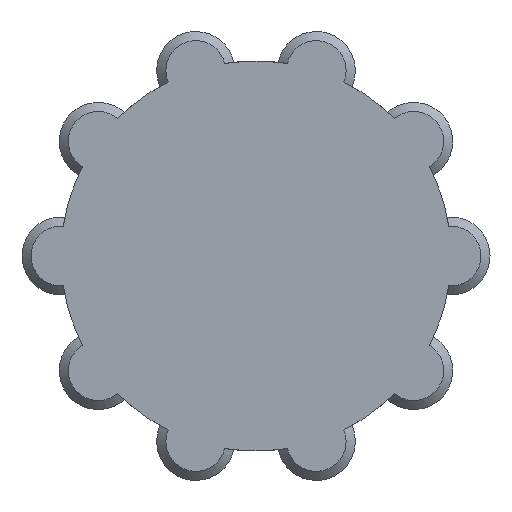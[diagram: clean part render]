
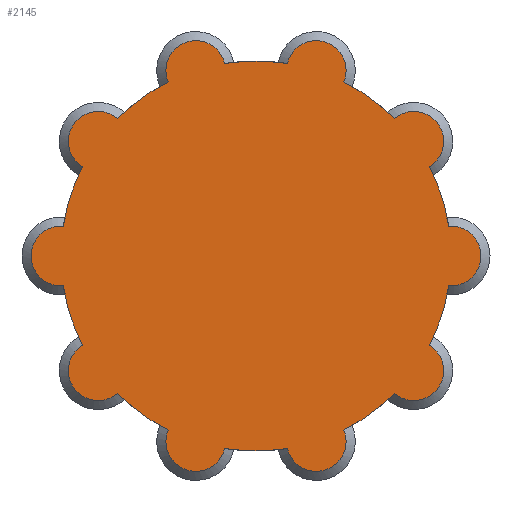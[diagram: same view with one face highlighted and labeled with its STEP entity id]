
A CAD part, front view. The second image highlights one B-rep face of the part: STEP entity #2145.
In plain terms, the highlighted planar face has unit normal (0, -1, 0).
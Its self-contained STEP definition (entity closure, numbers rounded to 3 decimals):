
#42=PLANE('',#2339);
#156=FACE_OUTER_BOUND('',#273,.T.);
#273=EDGE_LOOP('',(#1892,#1893,#1894,#1895,#1896,#1897,#1898,#1899,#1900,
#1901,#1902,#1903,#1904,#1905,#1906,#1907,#1908,#1909,#1910,#1911));
#280=CIRCLE('',#2233,15.);
#282=CIRCLE('',#2236,15.);
#284=CIRCLE('',#2239,15.);
#286=CIRCLE('',#2242,15.);
#288=CIRCLE('',#2245,15.);
#291=CIRCLE('',#2249,15.);
#293=CIRCLE('',#2252,15.);
#295=CIRCLE('',#2255,15.);
#297=CIRCLE('',#2258,15.);
#305=CIRCLE('',#2272,15.);
#306=CIRCLE('',#2274,2.3);
#312=CIRCLE('',#2284,2.3);
#316=CIRCLE('',#2291,2.3);
#320=CIRCLE('',#2298,2.3);
#324=CIRCLE('',#2305,2.3);
#328=CIRCLE('',#2312,2.3);
#332=CIRCLE('',#2319,2.3);
#336=CIRCLE('',#2326,2.3);
#340=CIRCLE('',#2333,2.3);
#342=CIRCLE('',#2337,2.3);
#845=VERTEX_POINT('',#6961);
#846=VERTEX_POINT('',#6966);
#853=VERTEX_POINT('',#6990);
#854=VERTEX_POINT('',#6995);
#861=VERTEX_POINT('',#7019);
#862=VERTEX_POINT('',#7024);
#869=VERTEX_POINT('',#7048);
#870=VERTEX_POINT('',#7053);
#877=VERTEX_POINT('',#7077);
#878=VERTEX_POINT('',#7082);
#887=VERTEX_POINT('',#7113);
#888=VERTEX_POINT('',#7118);
#895=VERTEX_POINT('',#7142);
#896=VERTEX_POINT('',#7147);
#903=VERTEX_POINT('',#7171);
#904=VERTEX_POINT('',#7176);
#911=VERTEX_POINT('',#7200);
#912=VERTEX_POINT('',#7205);
#927=VERTEX_POINT('',#11209);
#928=VERTEX_POINT('',#11214);
#1136=EDGE_CURVE('',#846,#845,#280,.T.);
#1144=EDGE_CURVE('',#854,#853,#282,.T.);
#1152=EDGE_CURVE('',#862,#861,#284,.T.);
#1160=EDGE_CURVE('',#870,#869,#286,.T.);
#1168=EDGE_CURVE('',#878,#877,#288,.T.);
#1178=EDGE_CURVE('',#888,#887,#291,.T.);
#1186=EDGE_CURVE('',#896,#895,#293,.T.);
#1194=EDGE_CURVE('',#904,#903,#295,.T.);
#1202=EDGE_CURVE('',#912,#911,#297,.T.);
#1225=EDGE_CURVE('',#928,#927,#305,.T.);
#1228=EDGE_CURVE('',#846,#911,#306,.T.);
#1234=EDGE_CURVE('',#854,#903,#312,.T.);
#1238=EDGE_CURVE('',#862,#895,#316,.T.);
#1242=EDGE_CURVE('',#870,#887,#320,.T.);
#1246=EDGE_CURVE('',#878,#927,#324,.T.);
#1250=EDGE_CURVE('',#888,#877,#328,.T.);
#1254=EDGE_CURVE('',#896,#869,#332,.T.);
#1258=EDGE_CURVE('',#904,#861,#336,.T.);
#1262=EDGE_CURVE('',#912,#853,#340,.T.);
#1264=EDGE_CURVE('',#928,#845,#342,.T.);
#1892=ORIENTED_EDGE('',*,*,#1264,.F.);
#1893=ORIENTED_EDGE('',*,*,#1225,.T.);
#1894=ORIENTED_EDGE('',*,*,#1246,.F.);
#1895=ORIENTED_EDGE('',*,*,#1168,.T.);
#1896=ORIENTED_EDGE('',*,*,#1250,.F.);
#1897=ORIENTED_EDGE('',*,*,#1178,.T.);
#1898=ORIENTED_EDGE('',*,*,#1242,.F.);
#1899=ORIENTED_EDGE('',*,*,#1160,.T.);
#1900=ORIENTED_EDGE('',*,*,#1254,.F.);
#1901=ORIENTED_EDGE('',*,*,#1186,.T.);
#1902=ORIENTED_EDGE('',*,*,#1238,.F.);
#1903=ORIENTED_EDGE('',*,*,#1152,.T.);
#1904=ORIENTED_EDGE('',*,*,#1258,.F.);
#1905=ORIENTED_EDGE('',*,*,#1194,.T.);
#1906=ORIENTED_EDGE('',*,*,#1234,.F.);
#1907=ORIENTED_EDGE('',*,*,#1144,.T.);
#1908=ORIENTED_EDGE('',*,*,#1262,.F.);
#1909=ORIENTED_EDGE('',*,*,#1202,.T.);
#1910=ORIENTED_EDGE('',*,*,#1228,.F.);
#1911=ORIENTED_EDGE('',*,*,#1136,.T.);
#2145=ADVANCED_FACE('',(#156),#42,.T.);
#2233=AXIS2_PLACEMENT_3D('',#6967,#2555,#2556);
#2236=AXIS2_PLACEMENT_3D('',#6996,#2563,#2564);
#2239=AXIS2_PLACEMENT_3D('',#7025,#2571,#2572);
#2242=AXIS2_PLACEMENT_3D('',#7054,#2579,#2580);
#2245=AXIS2_PLACEMENT_3D('',#7083,#2587,#2588);
#2249=AXIS2_PLACEMENT_3D('',#7119,#2597,#2598);
#2252=AXIS2_PLACEMENT_3D('',#7148,#2605,#2606);
#2255=AXIS2_PLACEMENT_3D('',#7177,#2613,#2614);
#2258=AXIS2_PLACEMENT_3D('',#7206,#2621,#2622);
#2272=AXIS2_PLACEMENT_3D('',#11215,#2652,#2653);
#2274=AXIS2_PLACEMENT_3D('',#11223,#2657,#2658);
#2284=AXIS2_PLACEMENT_3D('',#11233,#2677,#2678);
#2291=AXIS2_PLACEMENT_3D('',#11240,#2691,#2692);
#2298=AXIS2_PLACEMENT_3D('',#11247,#2705,#2706);
#2305=AXIS2_PLACEMENT_3D('',#11254,#2719,#2720);
#2312=AXIS2_PLACEMENT_3D('',#11261,#2733,#2734);
#2319=AXIS2_PLACEMENT_3D('',#11268,#2747,#2748);
#2326=AXIS2_PLACEMENT_3D('',#11275,#2761,#2762);
#2333=AXIS2_PLACEMENT_3D('',#11282,#2775,#2776);
#2337=AXIS2_PLACEMENT_3D('',#11286,#2783,#2784);
#2339=AXIS2_PLACEMENT_3D('',#11288,#2787,#2788);
#2555=DIRECTION('center_axis',(0.,-1.,0.));
#2556=DIRECTION('ref_axis',(1.,0.,0.));
#2563=DIRECTION('center_axis',(0.,-1.,0.));
#2564=DIRECTION('ref_axis',(1.,0.,0.));
#2571=DIRECTION('center_axis',(0.,-1.,0.));
#2572=DIRECTION('ref_axis',(1.,0.,0.));
#2579=DIRECTION('center_axis',(0.,-1.,0.));
#2580=DIRECTION('ref_axis',(1.,0.,0.));
#2587=DIRECTION('center_axis',(0.,-1.,0.));
#2588=DIRECTION('ref_axis',(1.,0.,0.));
#2597=DIRECTION('center_axis',(0.,-1.,0.));
#2598=DIRECTION('ref_axis',(1.,0.,0.));
#2605=DIRECTION('center_axis',(0.,-1.,0.));
#2606=DIRECTION('ref_axis',(1.,0.,0.));
#2613=DIRECTION('center_axis',(0.,-1.,0.));
#2614=DIRECTION('ref_axis',(1.,0.,0.));
#2621=DIRECTION('center_axis',(0.,-1.,0.));
#2622=DIRECTION('ref_axis',(1.,0.,0.));
#2652=DIRECTION('center_axis',(0.,-1.,0.));
#2653=DIRECTION('ref_axis',(1.,0.,0.));
#2657=DIRECTION('center_axis',(0.,1.,0.));
#2658=DIRECTION('ref_axis',(0.809,0.,-0.588));
#2677=DIRECTION('center_axis',(0.,1.,0.));
#2678=DIRECTION('ref_axis',(-0.309,0.,-0.951));
#2691=DIRECTION('center_axis',(0.,1.,0.));
#2692=DIRECTION('ref_axis',(-1.,0.,0.));
#2705=DIRECTION('center_axis',(0.,1.,0.));
#2706=DIRECTION('ref_axis',(-0.309,0.,0.951));
#2719=DIRECTION('center_axis',(0.,1.,0.));
#2720=DIRECTION('ref_axis',(0.809,0.,0.588));
#2733=DIRECTION('center_axis',(0.,1.,0.));
#2734=DIRECTION('ref_axis',(0.309,0.,0.951));
#2747=DIRECTION('center_axis',(0.,1.,0.));
#2748=DIRECTION('ref_axis',(-0.809,0.,0.588));
#2761=DIRECTION('center_axis',(0.,1.,0.));
#2762=DIRECTION('ref_axis',(-0.809,0.,-0.588));
#2775=DIRECTION('center_axis',(0.,1.,0.));
#2776=DIRECTION('ref_axis',(0.309,0.,-0.951));
#2783=DIRECTION('center_axis',(0.,1.,0.));
#2784=DIRECTION('ref_axis',(1.,0.,0.));
#2787=DIRECTION('center_axis',(0.,-1.,0.));
#2788=DIRECTION('ref_axis',(1.,0.,0.));
#6961=CARTESIAN_POINT('',(74.824,-42.2,17.707));
#6966=CARTESIAN_POINT('',(73.341,-42.2,13.142));
#6967=CARTESIAN_POINT('Origin',(60.,-42.2,20.));
#6990=CARTESIAN_POINT('',(62.4,-42.2,5.193));
#6995=CARTESIAN_POINT('',(57.6,-42.2,5.193));
#6996=CARTESIAN_POINT('Origin',(60.,-42.2,20.));
#7019=CARTESIAN_POINT('',(46.659,-42.2,13.142));
#7024=CARTESIAN_POINT('',(45.176,-42.2,17.707));
#7025=CARTESIAN_POINT('Origin',(60.,-42.2,20.));
#7048=CARTESIAN_POINT('',(49.355,-42.2,30.568));
#7053=CARTESIAN_POINT('',(53.238,-42.2,33.389));
#7054=CARTESIAN_POINT('Origin',(60.,-42.2,20.));
#7077=CARTESIAN_POINT('',(66.762,-42.2,33.389));
#7082=CARTESIAN_POINT('',(70.645,-42.2,30.568));
#7083=CARTESIAN_POINT('Origin',(60.,-42.2,20.));
#7113=CARTESIAN_POINT('',(57.6,-42.2,34.807));
#7118=CARTESIAN_POINT('',(62.4,-42.2,34.807));
#7119=CARTESIAN_POINT('Origin',(60.,-42.2,20.));
#7142=CARTESIAN_POINT('',(45.176,-42.2,22.293));
#7147=CARTESIAN_POINT('',(46.659,-42.2,26.858));
#7148=CARTESIAN_POINT('Origin',(60.,-42.2,20.));
#7171=CARTESIAN_POINT('',(53.238,-42.2,6.611));
#7176=CARTESIAN_POINT('',(49.355,-42.2,9.432));
#7177=CARTESIAN_POINT('Origin',(60.,-42.2,20.));
#7200=CARTESIAN_POINT('',(70.645,-42.2,9.432));
#7205=CARTESIAN_POINT('',(66.762,-42.2,6.611));
#7206=CARTESIAN_POINT('Origin',(60.,-42.2,20.));
#11209=CARTESIAN_POINT('',(73.341,-42.2,26.858));
#11214=CARTESIAN_POINT('',(74.824,-42.2,22.293));
#11215=CARTESIAN_POINT('Origin',(60.,-42.2,20.));
#11223=CARTESIAN_POINT('Origin',(72.135,-42.2,11.183));
#11233=CARTESIAN_POINT('Origin',(55.365,-42.2,5.734));
#11240=CARTESIAN_POINT('Origin',(45.,-42.2,20.));
#11247=CARTESIAN_POINT('Origin',(55.365,-42.2,34.266));
#11254=CARTESIAN_POINT('Origin',(72.135,-42.2,28.817));
#11261=CARTESIAN_POINT('Origin',(64.635,-42.2,34.266));
#11268=CARTESIAN_POINT('Origin',(47.865,-42.2,28.817));
#11275=CARTESIAN_POINT('Origin',(47.865,-42.2,11.183));
#11282=CARTESIAN_POINT('Origin',(64.635,-42.2,5.734));
#11286=CARTESIAN_POINT('Origin',(75.,-42.2,20.));
#11288=CARTESIAN_POINT('Origin',(76.35,-42.2,20.));
